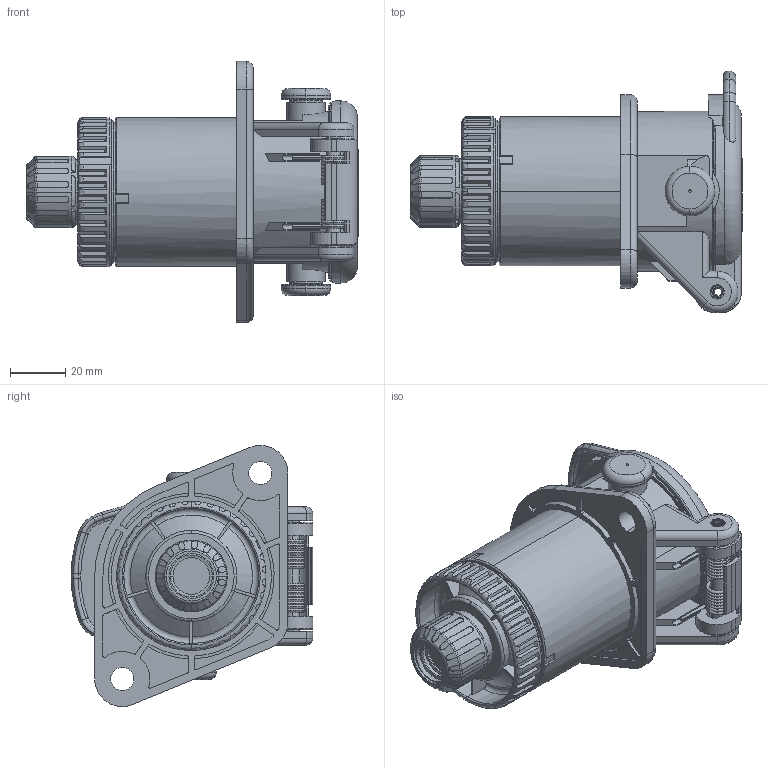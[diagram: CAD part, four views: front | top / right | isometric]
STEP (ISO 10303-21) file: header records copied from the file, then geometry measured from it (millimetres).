
FILE_DESCRIPTION((''),'2;1');
FILE_NAME('141018_SW0001','2021-06-04T11:56:42',('teru'),(''),'CREO PARAMETRIC BY PTC INC, 2017380','CREO PARAMETRIC BY PTC INC, 2017380','');
FILE_SCHEMA(('CONFIG_CONTROL_DESIGN'));
Length unit declared in the file: millimetre
Products named in the file (1): 141018_SW0001
Bounding box: 120.25 x 87.52 x 94.56 mm (x, y, z)
Volume: 275733.6 mm3; surface area: 53338.2 mm2
Topology: 13 solids, 13 shells, 1502 faces, 4109 edges, 2661 vertices
Faces by surface type: plane 796, cylinder 408, torus 173, cone 122, sphere 2, bspline 1
Entity records: 53557 total; most frequent: CARTESIAN_POINT 15171, ORIENTED_EDGE 8218, DIRECTION 7900, EDGE_CURVE 4109, AXIS2_PLACEMENT_3D 2740, VERTEX_POINT 2661, VECTOR 2420, LINE 2420
